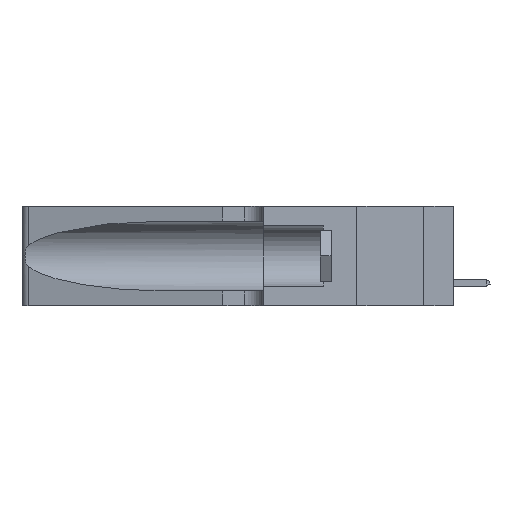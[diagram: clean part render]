
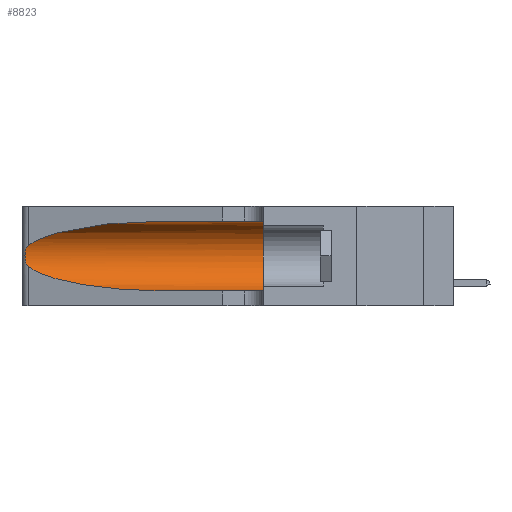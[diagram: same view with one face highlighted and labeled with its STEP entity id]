
A CAD part, left-side view. The second image highlights one B-rep face of the part: STEP entity #8823.
In plain terms, the highlighted cylindrical face has radius 3.308 mm (diameter 6.617 mm), a partial arc.
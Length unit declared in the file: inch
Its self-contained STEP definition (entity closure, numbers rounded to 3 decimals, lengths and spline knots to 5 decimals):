
#248 = CARTESIAN_POINT ( 'NONE',  ( 0.26075, 1.23896, 0.178 ) ) ;
#572 = CARTESIAN_POINT ( 'NONE',  ( 0.25856, 1.23593, 0.16098 ) ) ;
#1226 = VERTEX_POINT ( 'NONE', #18647 ) ;
#1475 = CARTESIAN_POINT ( 'NONE',  ( 0.1305, 1.61858, 0.31525 ) ) ;
#1772 = EDGE_CURVE ( 'NONE', #15116, #33173, #3779, .T. ) ;
#3779 =( BOUNDED_CURVE ( )  B_SPLINE_CURVE ( 3, ( #12795, #43007, #24131, #16331 ),
 .UNSPECIFIED., .F., .T. ) 
 B_SPLINE_CURVE_WITH_KNOTS ( ( 4, 4 ),
 ( 3.44316, 4.71239 ),
 .UNSPECIFIED. ) 
 CURVE ( )  GEOMETRIC_REPRESENTATION_ITEM ( )  RATIONAL_B_SPLINE_CURVE ( ( 1., 0.87, 0.87, 1. ) ) 
 REPRESENTATION_ITEM ( '' )  );
#3844 = CARTESIAN_POINT ( 'NONE',  ( 0.25639, 1.23184, 0.21858 ) ) ;
#4465 = ORIENTED_EDGE ( 'NONE', *, *, #47793, .F. ) ;
#5009 = CARTESIAN_POINT ( 'NONE',  ( 0.1305, 0.72297, 0.05475 ) ) ;
#5123 = AXIS2_PLACEMENT_3D ( 'NONE', #37848, #38009, #26602 ) ;
#6584 = CIRCLE ( 'NONE', #5123, 0.13025 ) ;
#6605 = CYLINDRICAL_SURFACE ( 'NONE', #20091, 0.13025 ) ;
#6900 = ORIENTED_EDGE ( 'NONE', *, *, #23506, .T. ) ;
#7210 = EDGE_CURVE ( 'NONE', #9996, #45033, #6584, .T. ) ;
#7578 = CARTESIAN_POINT ( 'NONE',  ( 0.25787, 1.23484, 0.2124 ) ) ;
#8823 = ADVANCED_FACE ( 'NONE', ( #23961 ), #6605, .F. ) ;
#9031 = EDGE_CURVE ( 'NONE', #1226, #15116, #19557, .T. ) ;
#9996 = VERTEX_POINT ( 'NONE', #39050 ) ;
#12115 = CARTESIAN_POINT ( 'NONE',  ( 0.25555, 1.22993, 0.14849 ) ) ;
#12795 = CARTESIAN_POINT ( 'NONE',  ( 0.25487, 1.22718, 0.14631 ) ) ;
#12805 = CARTESIAN_POINT ( 'NONE',  ( 0.1305, 1.61858, 0.185 ) ) ;
#15116 = VERTEX_POINT ( 'NONE', #26418 ) ;
#16331 = CARTESIAN_POINT ( 'NONE',  ( 0.1305, 0.72297, 0.05475 ) ) ;
#18472 = CARTESIAN_POINT ( 'NONE',  ( 0.2373, 1.15595, 0.28018 ) ) ;
#18647 = CARTESIAN_POINT ( 'NONE',  ( 0.25487, 1.22718, 0.22369 ) ) ;
#18712 = CARTESIAN_POINT ( 'NONE',  ( 0.26075, 1.23896, 0.19203 ) ) ;
#19184 = VECTOR ( 'NONE', #25561, 39.37008 ) ;
#19557 = B_SPLINE_CURVE_WITH_KNOTS ( 'NONE', 3,
 ( #48009, #44596, #3844, #7578, #41019, #40385, #18712, #248, #34185, #572, #30121, #26341, #12115, #26656 ),
 .UNSPECIFIED., .F., .F.,
 ( 4, 2, 2, 2, 2, 2, 4 ),
 ( 0., 0.00027, 0.00053, 0.00107, 0.0016, 0.00187, 0.00214 ),
 .UNSPECIFIED. ) ;
#20075 = DIRECTION ( 'NONE',  ( 0., 0., -1. ) ) ;
#20091 = AXIS2_PLACEMENT_3D ( 'NONE', #12805, #45908, #20075 ) ;
#23071 =( BOUNDED_CURVE ( )  B_SPLINE_CURVE ( 3, ( #44357, #41086, #18472, #33270 ),
 .UNSPECIFIED., .F., .T. ) 
 B_SPLINE_CURVE_WITH_KNOTS ( ( 4, 4 ),
 ( 1.5708, 2.84003 ),
 .UNSPECIFIED. ) 
 CURVE ( )  GEOMETRIC_REPRESENTATION_ITEM ( )  RATIONAL_B_SPLINE_CURVE ( ( 1., 0.87, 0.87, 1. ) ) 
 REPRESENTATION_ITEM ( '' )  );
#23506 = EDGE_CURVE ( 'NONE', #33173, #45033, #31446, .T. ) ;
#23961 = FACE_OUTER_BOUND ( 'NONE', #32365, .T. ) ;
#24131 = CARTESIAN_POINT ( 'NONE',  ( 0.18966, 0.96281, 0.05475 ) ) ;
#24350 = ORIENTED_EDGE ( 'NONE', *, *, #7210, .F. ) ;
#25561 = DIRECTION ( 'NONE',  ( 0., -1., 0. ) ) ;
#26341 = CARTESIAN_POINT ( 'NONE',  ( 0.25639, 1.23186, 0.15144 ) ) ;
#26418 = CARTESIAN_POINT ( 'NONE',  ( 0.25487, 1.22718, 0.14631 ) ) ;
#26602 = DIRECTION ( 'NONE',  ( 0., 0., 1. ) ) ;
#26656 = CARTESIAN_POINT ( 'NONE',  ( 0.25487, 1.22718, 0.14631 ) ) ;
#27232 = ORIENTED_EDGE ( 'NONE', *, *, #36571, .T. ) ;
#28021 = VECTOR ( 'NONE', #34590, 39.37008 ) ;
#30121 = CARTESIAN_POINT ( 'NONE',  ( 0.25789, 1.23486, 0.15765 ) ) ;
#31446 = LINE ( 'NONE', #36175, #19184 ) ;
#32365 = EDGE_LOOP ( 'NONE', ( #27232, #47993, #44862, #6900, #24350, #4465 ) ) ;
#33173 = VERTEX_POINT ( 'NONE', #5009 ) ;
#33270 = CARTESIAN_POINT ( 'NONE',  ( 0.25487, 1.22718, 0.22369 ) ) ;
#34185 = CARTESIAN_POINT ( 'NONE',  ( 0.26017, 1.23833, 0.17102 ) ) ;
#34454 = LINE ( 'NONE', #1475, #28021 ) ;
#34590 = DIRECTION ( 'NONE',  ( 0., -1., 0. ) ) ;
#35781 = VERTEX_POINT ( 'NONE', #43775 ) ;
#36175 = CARTESIAN_POINT ( 'NONE',  ( 0.1305, 1.61858, 0.05475 ) ) ;
#36571 = EDGE_CURVE ( 'NONE', #35781, #1226, #23071, .T. ) ;
#37848 = CARTESIAN_POINT ( 'NONE',  ( 0.1305, 0.35, 0.185 ) ) ;
#38009 = DIRECTION ( 'NONE',  ( 0., 1., 0. ) ) ;
#38066 = CARTESIAN_POINT ( 'NONE',  ( 0.1305, 0.35, 0.05475 ) ) ;
#39050 = CARTESIAN_POINT ( 'NONE',  ( 0.1305, 0.35, 0.31525 ) ) ;
#40385 = CARTESIAN_POINT ( 'NONE',  ( 0.26018, 1.23835, 0.19895 ) ) ;
#41019 = CARTESIAN_POINT ( 'NONE',  ( 0.25854, 1.2359, 0.20912 ) ) ;
#41086 = CARTESIAN_POINT ( 'NONE',  ( 0.18966, 0.96281, 0.31525 ) ) ;
#43007 = CARTESIAN_POINT ( 'NONE',  ( 0.2373, 1.15595, 0.08982 ) ) ;
#43775 = CARTESIAN_POINT ( 'NONE',  ( 0.1305, 0.72297, 0.31525 ) ) ;
#44357 = CARTESIAN_POINT ( 'NONE',  ( 0.1305, 0.72297, 0.31525 ) ) ;
#44596 = CARTESIAN_POINT ( 'NONE',  ( 0.25555, 1.22994, 0.2215 ) ) ;
#44862 = ORIENTED_EDGE ( 'NONE', *, *, #1772, .T. ) ;
#45033 = VERTEX_POINT ( 'NONE', #38066 ) ;
#45908 = DIRECTION ( 'NONE',  ( 0., -1., 0. ) ) ;
#47793 = EDGE_CURVE ( 'NONE', #35781, #9996, #34454, .T. ) ;
#47993 = ORIENTED_EDGE ( 'NONE', *, *, #9031, .T. ) ;
#48009 = CARTESIAN_POINT ( 'NONE',  ( 0.25487, 1.22718, 0.22369 ) ) ;
